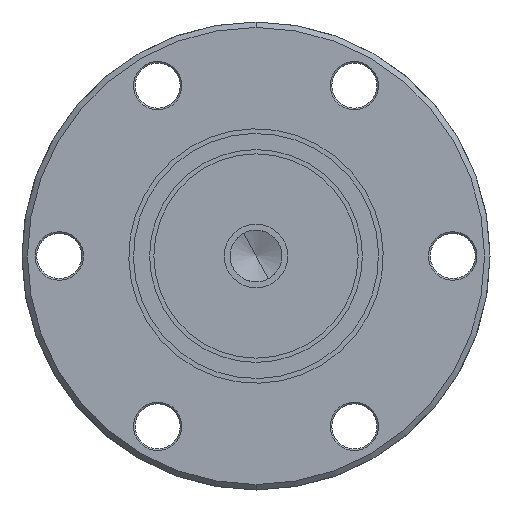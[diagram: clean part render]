
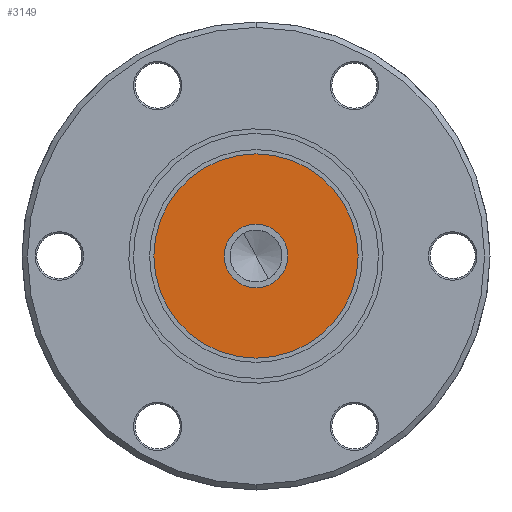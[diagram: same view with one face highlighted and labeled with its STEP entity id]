
A CAD part, front view. The second image highlights one B-rep face of the part: STEP entity #3149.
In plain terms, the highlighted planar face has unit normal (0, -1, 0).
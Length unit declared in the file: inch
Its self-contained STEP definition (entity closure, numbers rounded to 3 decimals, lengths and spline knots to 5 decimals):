
#84 = AXIS2_PLACEMENT_3D ( 'NONE', #1686, #1998, #876 ) ;
#102 = ORIENTED_EDGE ( 'NONE', *, *, #3572, .F. ) ;
#103 = CIRCLE ( 'NONE', #1756, 0.1875 ) ;
#205 = EDGE_LOOP ( 'NONE', ( #496, #102 ) ) ;
#245 = VERTEX_POINT ( 'NONE', #2614 ) ;
#257 = DIRECTION ( 'NONE',  ( 0.547, 0., -0.837 ) ) ;
#323 = DIRECTION ( 'NONE',  ( 0.547, 0., -0.837 ) ) ;
#380 = ORIENTED_EDGE ( 'NONE', *, *, #660, .F. ) ;
#471 = DIRECTION ( 'NONE',  ( 0., 1., 0. ) ) ;
#496 = ORIENTED_EDGE ( 'NONE', *, *, #2665, .F. ) ;
#508 = DIRECTION ( 'NONE',  ( 0.547, 0., -0.837 ) ) ;
#513 = FACE_OUTER_BOUND ( 'NONE', #205, .T. ) ;
#660 = EDGE_CURVE ( 'NONE', #1605, #2644, #103, .T. ) ;
#825 = DIRECTION ( 'NONE',  ( 0., -1., 0. ) ) ;
#876 = DIRECTION ( 'NONE',  ( 0.547, 0., -0.837 ) ) ;
#939 = EDGE_CURVE ( 'NONE', #2644, #1605, #3345, .T. ) ;
#1605 = VERTEX_POINT ( 'NONE', #2695 ) ;
#1686 = CARTESIAN_POINT ( 'NONE',  ( 0., -3.02208, 0. ) ) ;
#1690 = AXIS2_PLACEMENT_3D ( 'NONE', #3265, #2180, #3283 ) ;
#1735 = CARTESIAN_POINT ( 'NONE',  ( 0., -3.02208, 0. ) ) ;
#1749 = CIRCLE ( 'NONE', #2455, 0.6 ) ;
#1756 = AXIS2_PLACEMENT_3D ( 'NONE', #2258, #2800, #323 ) ;
#1772 = VERTEX_POINT ( 'NONE', #3329 ) ;
#1998 = DIRECTION ( 'NONE',  ( 0., 1., 0. ) ) ;
#2051 = AXIS2_PLACEMENT_3D ( 'NONE', #1735, #825, #257 ) ;
#2180 = DIRECTION ( 'NONE',  ( 0., 1., 0. ) ) ;
#2258 = CARTESIAN_POINT ( 'NONE',  ( 0., -3.02208, 0. ) ) ;
#2411 = CARTESIAN_POINT ( 'NONE',  ( 0., -3.02208, 0. ) ) ;
#2455 = AXIS2_PLACEMENT_3D ( 'NONE', #2411, #471, #508 ) ;
#2538 = CARTESIAN_POINT ( 'NONE',  ( -0.16841, -3.02208, 0.08242 ) ) ;
#2614 = CARTESIAN_POINT ( 'NONE',  ( 0.20523, -3.02208, -0.56381 ) ) ;
#2644 = VERTEX_POINT ( 'NONE', #2538 ) ;
#2665 = EDGE_CURVE ( 'NONE', #1772, #245, #3492, .T. ) ;
#2682 = ORIENTED_EDGE ( 'NONE', *, *, #939, .F. ) ;
#2695 = CARTESIAN_POINT ( 'NONE',  ( 0.16841, -3.02208, -0.08242 ) ) ;
#2740 = PLANE ( 'NONE',  #1690 ) ;
#2775 = FACE_BOUND ( 'NONE', #3159, .T. ) ;
#2800 = DIRECTION ( 'NONE',  ( 0., -1., 0. ) ) ;
#3149 = ADVANCED_FACE ( 'NONE', ( #2775, #513 ), #2740, .F. ) ;
#3159 = EDGE_LOOP ( 'NONE', ( #2682, #380 ) ) ;
#3265 = CARTESIAN_POINT ( 'NONE',  ( 0.16312, -3.02208, 0.08727 ) ) ;
#3283 = DIRECTION ( 'NONE',  ( -0.472, 0., 0.882 ) ) ;
#3329 = CARTESIAN_POINT ( 'NONE',  ( -0.20523, -3.02208, 0.56381 ) ) ;
#3345 = CIRCLE ( 'NONE', #2051, 0.1875 ) ;
#3492 = CIRCLE ( 'NONE', #84, 0.6 ) ;
#3572 = EDGE_CURVE ( 'NONE', #245, #1772, #1749, .T. ) ;
